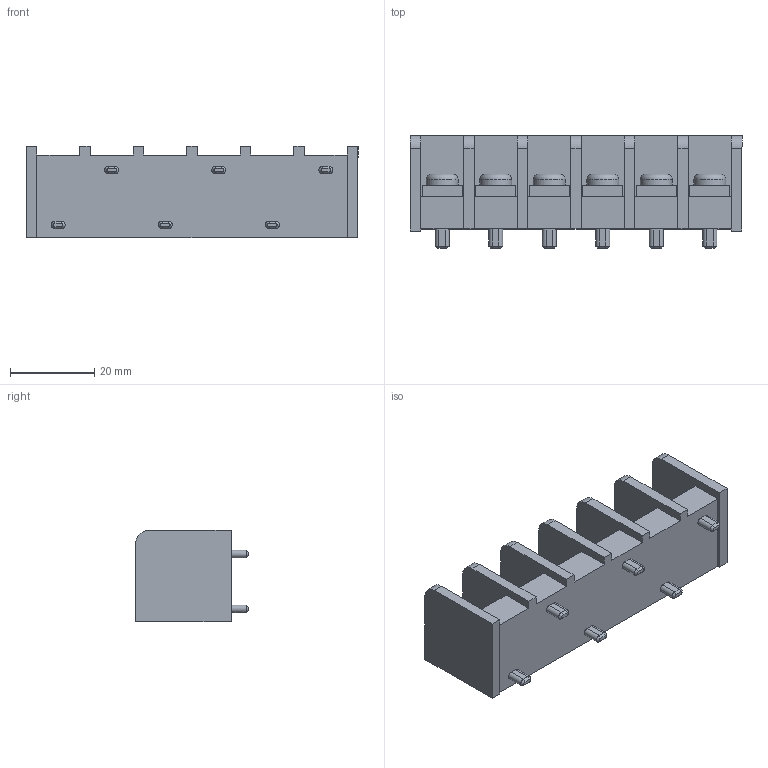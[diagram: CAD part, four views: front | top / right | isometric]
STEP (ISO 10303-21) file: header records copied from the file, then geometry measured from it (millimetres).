
FILE_DESCRIPTION( ( 'STEP AP214' ), '1' );
FILE_NAME( 'psolqas_12584_40.stp', '2020-05-07T21:37:37', ( 'License CC BY-ND 4.0' ), ( 'CADENAS' ), ' ', 'PARTsolutions', ' ' );
FILE_SCHEMA( ( 'AUTOMOTIVE_DESIGN { 1 0 10303 214 1 1 1 1 }' ) );
Length unit declared in the file: metre
Products named in the file (1): 1
Bounding box: 78.74 x 26.67 x 21.59 mm (x, y, z)
Volume: 21500.4 mm3; surface area: 12430.3 mm2
Topology: 1 solids, 1 shells, 195 faces, 501 edges, 326 vertices
Faces by surface type: plane 148, cylinder 29, cone 12, torus 6
Full cylindrical faces by diameter (mm): 7.62 x6
Entity records: 6094 total; most frequent: CARTESIAN_POINT 1509, ORIENTED_EDGE 954, DIRECTION 891, EDGE_CURVE 477, LINE 335, VECTOR 335, VERTEX_POINT 314, AXIS2_PLACEMENT_3D 278
